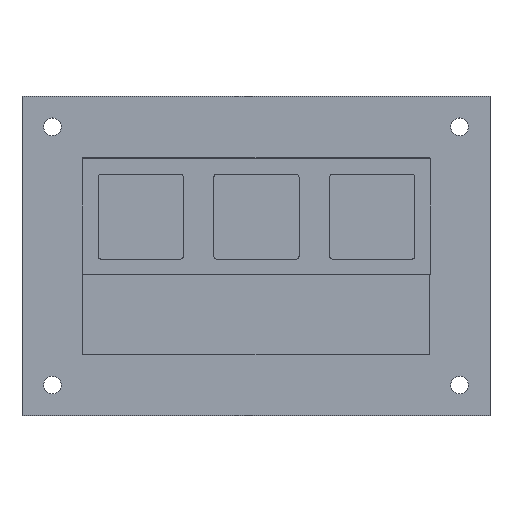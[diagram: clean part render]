
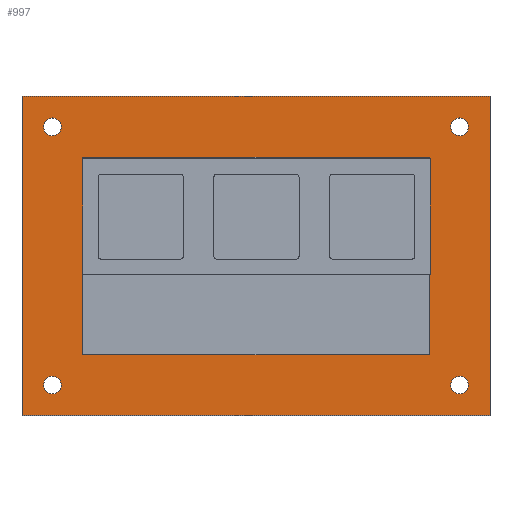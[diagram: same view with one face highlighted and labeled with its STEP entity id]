
A CAD part, top view. The second image highlights one B-rep face of the part: STEP entity #997.
In plain terms, the highlighted planar face has unit normal (0, 0, 1).
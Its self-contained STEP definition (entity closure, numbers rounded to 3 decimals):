
#37=FACE_BOUND('',#168,.T.);
#38=FACE_BOUND('',#169,.T.);
#39=FACE_BOUND('',#170,.T.);
#40=FACE_BOUND('',#171,.T.);
#41=FACE_BOUND('',#172,.T.);
#71=CIRCLE('',#1084,1.45);
#72=CIRCLE('',#1085,1.45);
#73=CIRCLE('',#1086,1.45);
#74=CIRCLE('',#1087,1.45);
#113=FACE_OUTER_BOUND('',#167,.T.);
#167=EDGE_LOOP('',(#845,#846,#847,#848));
#168=EDGE_LOOP('',(#849));
#169=EDGE_LOOP('',(#850));
#170=EDGE_LOOP('',(#851));
#171=EDGE_LOOP('',(#852,#853,#854,#855,#856,#857,#858,#859,#860,#861));
#172=EDGE_LOOP('',(#862));
#201=LINE('',#1402,#311);
#206=LINE('',#1412,#316);
#209=LINE('',#1417,#319);
#230=LINE('',#1482,#340);
#272=LINE('',#1589,#382);
#273=LINE('',#1591,#383);
#275=LINE('',#1597,#385);
#276=LINE('',#1599,#386);
#277=LINE('',#1601,#387);
#278=LINE('',#1602,#388);
#279=LINE('',#1610,#389);
#280=LINE('',#1611,#390);
#281=LINE('',#1613,#391);
#282=LINE('',#1614,#392);
#311=VECTOR('',#1123,10.);
#316=VECTOR('',#1130,10.);
#319=VECTOR('',#1135,10.);
#340=VECTOR('',#1184,10.);
#382=VECTOR('',#1300,10.);
#383=VECTOR('',#1303,10.);
#385=VECTOR('',#1309,10.);
#386=VECTOR('',#1310,10.);
#387=VECTOR('',#1311,10.);
#388=VECTOR('',#1312,10.);
#389=VECTOR('',#1319,10.);
#390=VECTOR('',#1320,10.);
#391=VECTOR('',#1321,10.);
#392=VECTOR('',#1322,10.);
#420=VERTEX_POINT('',#1399);
#421=VERTEX_POINT('',#1401);
#424=VERTEX_POINT('',#1409);
#425=VERTEX_POINT('',#1411);
#455=VERTEX_POINT('',#1479);
#456=VERTEX_POINT('',#1481);
#482=VERTEX_POINT('',#1583);
#484=VERTEX_POINT('',#1587);
#485=VERTEX_POINT('',#1595);
#486=VERTEX_POINT('',#1596);
#487=VERTEX_POINT('',#1598);
#488=VERTEX_POINT('',#1600);
#489=VERTEX_POINT('',#1603);
#490=VERTEX_POINT('',#1605);
#491=VERTEX_POINT('',#1607);
#492=VERTEX_POINT('',#1609);
#493=VERTEX_POINT('',#1612);
#494=VERTEX_POINT('',#1615);
#515=EDGE_CURVE('',#421,#420,#201,.T.);
#520=EDGE_CURVE('',#425,#424,#206,.T.);
#523=EDGE_CURVE('',#420,#425,#209,.T.);
#556=EDGE_CURVE('',#456,#455,#230,.T.);
#610=EDGE_CURVE('',#482,#484,#272,.T.);
#611=EDGE_CURVE('',#484,#456,#273,.T.);
#613=EDGE_CURVE('',#485,#486,#275,.T.);
#614=EDGE_CURVE('',#486,#487,#276,.T.);
#615=EDGE_CURVE('',#487,#488,#277,.T.);
#616=EDGE_CURVE('',#488,#485,#278,.T.);
#617=EDGE_CURVE('',#489,#489,#71,.T.);
#618=EDGE_CURVE('',#490,#490,#72,.T.);
#619=EDGE_CURVE('',#491,#491,#73,.T.);
#620=EDGE_CURVE('',#455,#492,#279,.T.);
#621=EDGE_CURVE('',#492,#421,#280,.T.);
#622=EDGE_CURVE('',#424,#493,#281,.T.);
#623=EDGE_CURVE('',#493,#482,#282,.T.);
#624=EDGE_CURVE('',#494,#494,#74,.T.);
#845=ORIENTED_EDGE('',*,*,#613,.T.);
#846=ORIENTED_EDGE('',*,*,#614,.T.);
#847=ORIENTED_EDGE('',*,*,#615,.T.);
#848=ORIENTED_EDGE('',*,*,#616,.T.);
#849=ORIENTED_EDGE('',*,*,#617,.T.);
#850=ORIENTED_EDGE('',*,*,#618,.T.);
#851=ORIENTED_EDGE('',*,*,#619,.T.);
#852=ORIENTED_EDGE('',*,*,#610,.T.);
#853=ORIENTED_EDGE('',*,*,#611,.T.);
#854=ORIENTED_EDGE('',*,*,#556,.T.);
#855=ORIENTED_EDGE('',*,*,#620,.T.);
#856=ORIENTED_EDGE('',*,*,#621,.T.);
#857=ORIENTED_EDGE('',*,*,#515,.T.);
#858=ORIENTED_EDGE('',*,*,#523,.T.);
#859=ORIENTED_EDGE('',*,*,#520,.T.);
#860=ORIENTED_EDGE('',*,*,#622,.T.);
#861=ORIENTED_EDGE('',*,*,#623,.T.);
#862=ORIENTED_EDGE('',*,*,#624,.T.);
#953=PLANE('',#1083);
#997=ADVANCED_FACE('',(#113,#37,#38,#39,#40,#41),#953,.T.);
#1083=AXIS2_PLACEMENT_3D('',#1594,#1307,#1308);
#1084=AXIS2_PLACEMENT_3D('',#1604,#1313,#1314);
#1085=AXIS2_PLACEMENT_3D('',#1606,#1315,#1316);
#1086=AXIS2_PLACEMENT_3D('',#1608,#1317,#1318);
#1087=AXIS2_PLACEMENT_3D('',#1616,#1323,#1324);
#1123=DIRECTION('',(0.,1.,0.));
#1130=DIRECTION('',(0.,1.,0.));
#1135=DIRECTION('',(0.,1.,0.));
#1184=DIRECTION('',(-1.,0.,0.));
#1300=DIRECTION('',(1.,0.,0.));
#1303=DIRECTION('',(0.,-1.,0.));
#1307=DIRECTION('center_axis',(0.,0.,1.));
#1308=DIRECTION('ref_axis',(1.,0.,0.));
#1309=DIRECTION('',(0.,1.,0.));
#1310=DIRECTION('',(-1.,0.,0.));
#1311=DIRECTION('',(0.,-1.,0.));
#1312=DIRECTION('',(1.,0.,0.));
#1313=DIRECTION('center_axis',(0.,0.,-1.));
#1314=DIRECTION('ref_axis',(1.,0.,0.));
#1315=DIRECTION('center_axis',(0.,0.,-1.));
#1316=DIRECTION('ref_axis',(1.,0.,0.));
#1317=DIRECTION('center_axis',(0.,0.,-1.));
#1318=DIRECTION('ref_axis',(1.,0.,0.));
#1319=DIRECTION('',(0.,-1.,0.));
#1320=DIRECTION('',(-1.,0.,0.));
#1321=DIRECTION('',(1.,0.,0.));
#1322=DIRECTION('',(0.,-1.,0.));
#1323=DIRECTION('center_axis',(0.,0.,-1.));
#1324=DIRECTION('ref_axis',(1.,0.,0.));
#1399=CARTESIAN_POINT('',(-28.5,-3.05,13.));
#1401=CARTESIAN_POINT('',(-28.5,-16.25,13.));
#1402=CARTESIAN_POINT('',(-28.5,-8.125,13.));
#1409=CARTESIAN_POINT('',(-28.5,16.25,13.));
#1411=CARTESIAN_POINT('',(-28.5,16.,13.));
#1412=CARTESIAN_POINT('',(-28.5,-8.125,13.));
#1417=CARTESIAN_POINT('',(-28.5,-8.125,13.));
#1479=CARTESIAN_POINT('',(28.5,-3.05,13.));
#1481=CARTESIAN_POINT('',(28.65,-3.05,13.));
#1482=CARTESIAN_POINT('',(-14.25,-3.05,13.));
#1583=CARTESIAN_POINT('',(28.5,16.,13.));
#1587=CARTESIAN_POINT('',(28.65,16.,13.));
#1589=CARTESIAN_POINT('',(14.325,16.,13.));
#1591=CARTESIAN_POINT('',(28.65,-1.525,13.));
#1594=CARTESIAN_POINT('Origin',(0.,0.,13.));
#1595=CARTESIAN_POINT('',(38.5,-26.25,13.));
#1596=CARTESIAN_POINT('',(38.5,26.25,13.));
#1597=CARTESIAN_POINT('',(38.5,-13.125,13.));
#1598=CARTESIAN_POINT('',(-38.5,26.25,13.));
#1599=CARTESIAN_POINT('',(19.25,26.25,13.));
#1600=CARTESIAN_POINT('',(-38.5,-26.25,13.));
#1601=CARTESIAN_POINT('',(-38.5,13.125,13.));
#1602=CARTESIAN_POINT('',(-19.25,-26.25,13.));
#1603=CARTESIAN_POINT('',(32.05,21.25,13.));
#1604=CARTESIAN_POINT('Origin',(33.5,21.25,13.));
#1605=CARTESIAN_POINT('',(-34.95,-21.25,13.));
#1606=CARTESIAN_POINT('Origin',(-33.5,-21.25,13.));
#1607=CARTESIAN_POINT('',(-34.95,21.25,13.));
#1608=CARTESIAN_POINT('Origin',(-33.5,21.25,13.));
#1609=CARTESIAN_POINT('',(28.5,-16.25,13.));
#1610=CARTESIAN_POINT('',(28.5,8.125,13.));
#1611=CARTESIAN_POINT('',(14.25,-16.25,13.));
#1612=CARTESIAN_POINT('',(28.5,16.25,13.));
#1613=CARTESIAN_POINT('',(-14.25,16.25,13.));
#1614=CARTESIAN_POINT('',(28.5,8.125,13.));
#1615=CARTESIAN_POINT('',(32.05,-21.25,13.));
#1616=CARTESIAN_POINT('Origin',(33.5,-21.25,13.));
